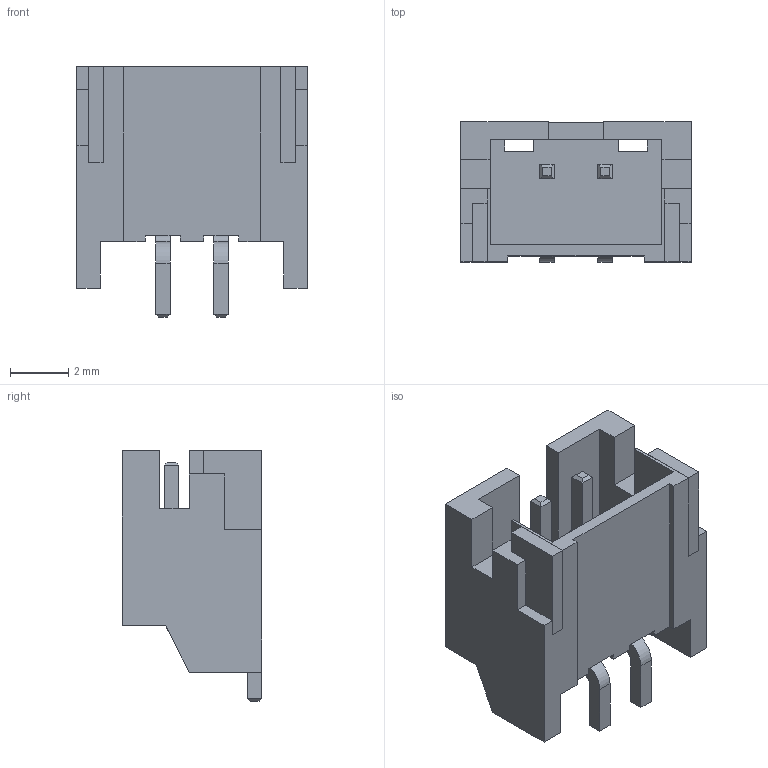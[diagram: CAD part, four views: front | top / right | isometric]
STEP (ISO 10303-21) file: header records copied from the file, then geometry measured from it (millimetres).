
FILE_DESCRIPTION(/* description */ (''),/* implementation_level */ '2;1');
FILE_NAME(/* name */ 'S2B-PH-SM4-TB.step',/* time_stamp */ '2022-06-27T23:28:51+02:00',/* author */ (''),/* organization */ (''),/* preprocessor_version */ 'ST-DEVELOPER v19',/* originating_system */ 'Autodesk Translation Framework v11.7.0.108',/* authorisation */ '');
FILE_SCHEMA (('AP203_CONFIGURATION_CONTROLLED_3D_DESIGN_OF_MECHANICAL_PARTS_AND_ASSEMBLIES_MIM_LF { 1 0 10303 203 3 1 4 }','AUTOMOTIVE_DESIGN { 1 0 10303 214 3 1 1 }'));
Length unit declared in the file: inch
Products named in the file (1): S2B-PH-SM4-TB
Bounding box: 7.9 x 4.8 x 8.6 mm (x, y, z)
Surface area: 431.3 mm2 (no closed solid volume)
Topology: 0 solids, 126 shells, 126 faces, 688 edges, 688 vertices
Faces by surface type: plane 118, cylinder 8
Entity records: 6975 total; most frequent: CARTESIAN_POINT 1503, DIRECTION 974, VERTEX_POINT 688, EDGE_CURVE 688, ORIENTED_EDGE 688, LINE 656, VECTOR 656, AXIS2_PLACEMENT_3D 159
